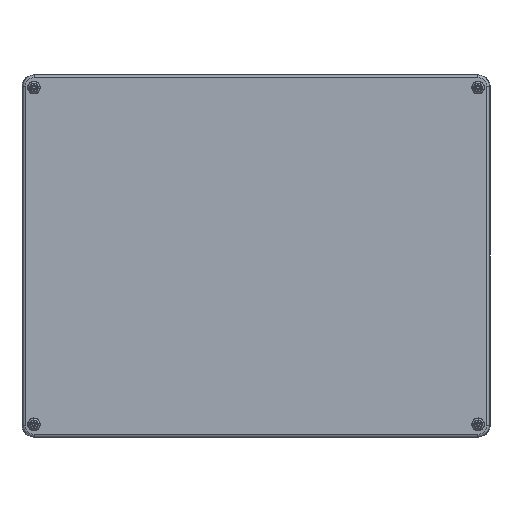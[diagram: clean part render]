
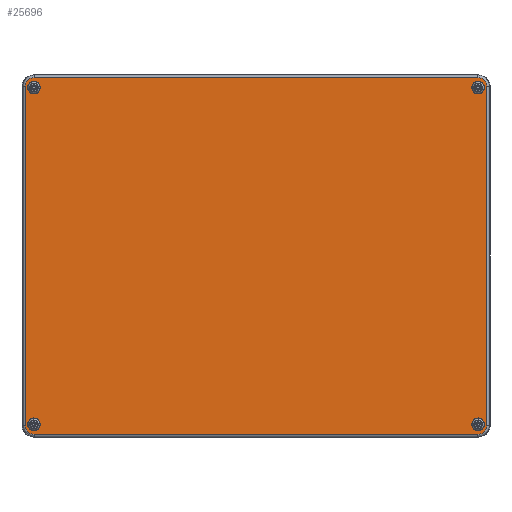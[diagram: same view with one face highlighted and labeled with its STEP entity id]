
A CAD part, top view. The second image highlights one B-rep face of the part: STEP entity #25696.
In plain terms, the highlighted face is planar.
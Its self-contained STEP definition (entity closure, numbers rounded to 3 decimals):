
#25275=CARTESIAN_POINT('',(-198.668,-146.,-21.0));
#25276=VERTEX_POINT('',#25275);
#25284=CARTESIAN_POINT('',(-191.0,-153.668,-21.0));
#25285=VERTEX_POINT('',#25284);
#25286=CARTESIAN_POINT('',(-191.0,-146.,-21.0));
#25287=DIRECTION('',(0.0,0.0,1.0));
#25288=DIRECTION('',(-0.707,-0.707,0.0));
#25289=AXIS2_PLACEMENT_3D('',#25286,#25287,#25288);
#25290=CIRCLE('',#25289,7.668);
#25291=EDGE_CURVE('',#25276,#25285,#25290,.T.);
#25317=CARTESIAN_POINT('',(191.0,-153.668,-21.0));
#25318=VERTEX_POINT('',#25317);
#25335=CARTESIAN_POINT('',(-191.0,-153.668,-21.0));
#25336=DIRECTION('',(1.0,0.0,0.0));
#25337=VECTOR('',#25336,382.0);
#25338=LINE('',#25335,#25337);
#25339=EDGE_CURVE('',#25285,#25318,#25338,.T.);
#25349=CARTESIAN_POINT('',(198.668,-146.,-21.0));
#25350=VERTEX_POINT('',#25349);
#25368=CARTESIAN_POINT('',(191.0,-146.,-21.0));
#25369=DIRECTION('',(0.0,0.0,1.0));
#25370=DIRECTION('',(0.707,-0.707,0.0));
#25371=AXIS2_PLACEMENT_3D('',#25368,#25369,#25370);
#25372=CIRCLE('',#25371,7.668);
#25373=EDGE_CURVE('',#25318,#25350,#25372,.T.);
#25383=CARTESIAN_POINT('',(198.668,146.0,-21.0));
#25384=VERTEX_POINT('',#25383);
#25401=CARTESIAN_POINT('',(198.668,-146.,-21.0));
#25402=DIRECTION('',(0.0,1.0,0.0));
#25403=VECTOR('',#25402,292.);
#25404=LINE('',#25401,#25403);
#25405=EDGE_CURVE('',#25350,#25384,#25404,.T.);
#25415=CARTESIAN_POINT('',(191.0,153.668,-21.0));
#25416=VERTEX_POINT('',#25415);
#25434=CARTESIAN_POINT('',(191.0,146.,-21.0));
#25435=DIRECTION('',(0.0,0.0,1.0));
#25436=DIRECTION('',(0.707,0.707,0.0));
#25437=AXIS2_PLACEMENT_3D('',#25434,#25435,#25436);
#25438=CIRCLE('',#25437,7.668);
#25439=EDGE_CURVE('',#25384,#25416,#25438,.T.);
#25449=CARTESIAN_POINT('',(-191.0,153.668,-21.0));
#25450=VERTEX_POINT('',#25449);
#25467=CARTESIAN_POINT('',(191.0,153.668,-21.0));
#25468=DIRECTION('',(-1.0,0.0,0.0));
#25469=VECTOR('',#25468,382.0);
#25470=LINE('',#25467,#25469);
#25471=EDGE_CURVE('',#25416,#25450,#25470,.T.);
#25481=CARTESIAN_POINT('',(-198.668,146.,-21.0));
#25482=VERTEX_POINT('',#25481);
#25500=CARTESIAN_POINT('',(-191.0,146.,-21.0));
#25501=DIRECTION('',(0.0,0.0,1.0));
#25502=DIRECTION('',(-0.707,0.707,0.0));
#25503=AXIS2_PLACEMENT_3D('',#25500,#25501,#25502);
#25504=CIRCLE('',#25503,7.668);
#25505=EDGE_CURVE('',#25450,#25482,#25504,.T.);
#25523=CARTESIAN_POINT('',(-198.668,146.,-21.0));
#25524=DIRECTION('',(0.0,-1.0,0.0));
#25525=VECTOR('',#25524,292.);
#25526=LINE('',#25523,#25525);
#25527=EDGE_CURVE('',#25482,#25276,#25526,.T.);
#25637=CARTESIAN_POINT('',(0.0,0.,-21.0));
#25638=DIRECTION('',(0.0,0.0,1.0));
#25639=DIRECTION('',(1.0,0.0,0.0));
#25640=AXIS2_PLACEMENT_3D('',#25637,#25638,#25639);
#25641=PLANE('',#25640);
#25642=ORIENTED_EDGE('',*,*,#25291,.F.);
#25643=ORIENTED_EDGE('',*,*,#25527,.F.);
#25644=ORIENTED_EDGE('',*,*,#25505,.F.);
#25645=ORIENTED_EDGE('',*,*,#25471,.F.);
#25646=ORIENTED_EDGE('',*,*,#25439,.F.);
#25647=ORIENTED_EDGE('',*,*,#25405,.F.);
#25648=ORIENTED_EDGE('',*,*,#25373,.F.);
#25649=ORIENTED_EDGE('',*,*,#25339,.F.);
#25650=EDGE_LOOP('',(#25642,#25643,#25644,#25645,#25646,#25647,#25648,#25649));
#25651=FACE_OUTER_BOUND('',#25650,.T.);
#25652=CARTESIAN_POINT('',(185.75,145.0,-21.0));
#25653=VERTEX_POINT('',#25652);
#25654=CARTESIAN_POINT('',(191.25,145.0,-21.0));
#25655=DIRECTION('',(0.0,0.0,1.0));
#25656=DIRECTION('',(1.0,0.0,0.0));
#25657=AXIS2_PLACEMENT_3D('',#25654,#25655,#25656);
#25658=CIRCLE('',#25657,5.5);
#25659=EDGE_CURVE('',#25653,#25653,#25658,.T.);
#25660=ORIENTED_EDGE('',*,*,#25659,.T.);
#25661=EDGE_LOOP('',(#25660));
#25662=FACE_BOUND('',#25661,.T.);
#25663=CARTESIAN_POINT('',(-196.75,145.,-21.0));
#25664=VERTEX_POINT('',#25663);
#25665=CARTESIAN_POINT('',(-191.25,145.,-21.0));
#25666=DIRECTION('',(0.0,0.0,1.0));
#25667=DIRECTION('',(1.0,0.0,0.0));
#25668=AXIS2_PLACEMENT_3D('',#25665,#25666,#25667);
#25669=CIRCLE('',#25668,5.5);
#25670=EDGE_CURVE('',#25664,#25664,#25669,.T.);
#25671=ORIENTED_EDGE('',*,*,#25670,.T.);
#25672=EDGE_LOOP('',(#25671));
#25673=FACE_BOUND('',#25672,.T.);
#25674=CARTESIAN_POINT('',(-196.75,-145.,-21.0));
#25675=VERTEX_POINT('',#25674);
#25676=CARTESIAN_POINT('',(-191.25,-145.,-21.0));
#25677=DIRECTION('',(0.0,0.0,1.0));
#25678=DIRECTION('',(1.0,0.0,0.0));
#25679=AXIS2_PLACEMENT_3D('',#25676,#25677,#25678);
#25680=CIRCLE('',#25679,5.5);
#25681=EDGE_CURVE('',#25675,#25675,#25680,.T.);
#25682=ORIENTED_EDGE('',*,*,#25681,.T.);
#25683=EDGE_LOOP('',(#25682));
#25684=FACE_BOUND('',#25683,.T.);
#25685=CARTESIAN_POINT('',(185.75,-145.0,-21.0));
#25686=VERTEX_POINT('',#25685);
#25687=CARTESIAN_POINT('',(191.25,-145.0,-21.0));
#25688=DIRECTION('',(0.0,0.0,1.0));
#25689=DIRECTION('',(1.0,0.0,0.0));
#25690=AXIS2_PLACEMENT_3D('',#25687,#25688,#25689);
#25691=CIRCLE('',#25690,5.5);
#25692=EDGE_CURVE('',#25686,#25686,#25691,.T.);
#25693=ORIENTED_EDGE('',*,*,#25692,.T.);
#25694=EDGE_LOOP('',(#25693));
#25695=FACE_BOUND('',#25694,.T.);
#25696=ADVANCED_FACE('',(#25651,#25662,#25673,#25684,#25695),#25641,.F.);
